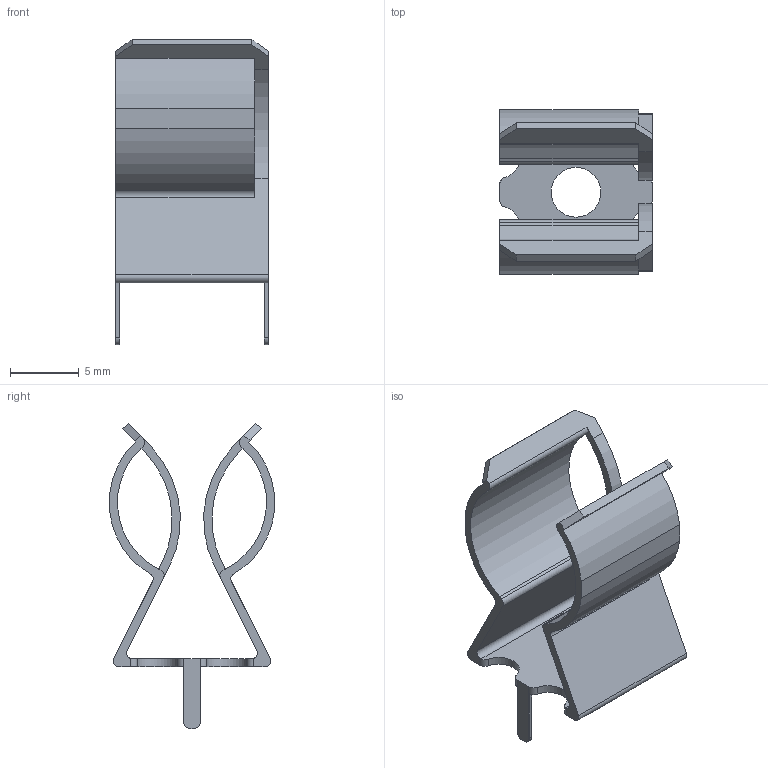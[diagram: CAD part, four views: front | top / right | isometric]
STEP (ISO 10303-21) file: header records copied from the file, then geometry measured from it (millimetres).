
FILE_DESCRIPTION( ( '' ), ' ' );
FILE_NAME( '5b9e45b1943ff8107a21e82f.step', '2018-09-16T11:59:45', ( '' ), ( '' ), ' ', ' ', ' ' );
FILE_SCHEMA( ( 'AUTOMOTIVE_DESIGN { 1 0 10303 214 1 1 1 1 }' ) );
Length unit declared in the file: metre
Products named in the file (1): Open CASCADE STEP translator 6.8 1
Bounding box: 11.1 x 11.94 x 22.2 mm (x, y, z)
Volume: 328.2 mm3; surface area: 1191.4 mm2
Topology: 1 solids, 1 shells, 77 faces, 229 edges, 150 vertices
Faces by surface type: plane 40, cylinder 37
Full cylindrical faces by diameter (mm): 3.61 x1
Entity records: 4384 total; most frequent: CARTESIAN_POINT 484, ORIENTED_EDGE 456, DIRECTION 450, STYLED_ITEM 305, PRESENTATION_STYLE_ASSIGNMENT 305, COLOUR_RGB 305, EDGE_CURVE 228, CURVE_STYLE 228
